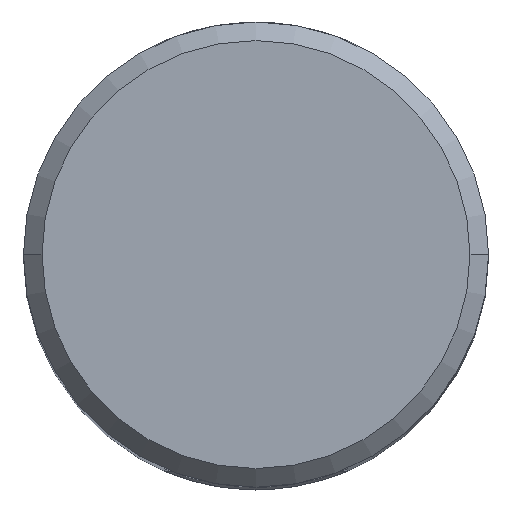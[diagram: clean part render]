
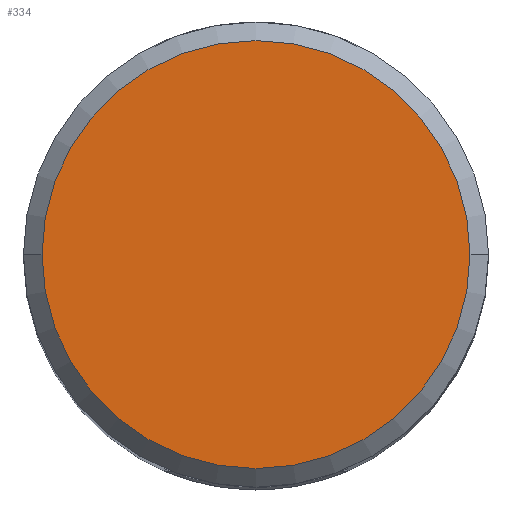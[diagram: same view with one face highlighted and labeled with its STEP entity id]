
A CAD part, top view. The second image highlights one B-rep face of the part: STEP entity #334.
In plain terms, the highlighted planar face has unit normal (0, 0, 1).
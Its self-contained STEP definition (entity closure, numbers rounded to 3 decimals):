
#113=PLANE('',#2621);
#173=FACE_OUTER_BOUND('',#525,.T.);
#334=ADVANCED_FACE('',(#173),#113,.T.);
#525=EDGE_LOOP('',(#815,#816));
#677=CIRCLE('',#2615,11.5);
#680=CIRCLE('',#2620,11.5);
#815=ORIENTED_EDGE('',*,*,#1847,.T.);
#816=ORIENTED_EDGE('',*,*,#1842,.T.);
#1561=VERTEX_POINT('',#3550);
#1562=VERTEX_POINT('',#3551);
#1842=EDGE_CURVE('',#1561,#1562,#677,.T.);
#1847=EDGE_CURVE('',#1562,#1561,#680,.T.);
#2615=AXIS2_PLACEMENT_3D('',#3549,#2873,#2874);
#2620=AXIS2_PLACEMENT_3D('',#3560,#2885,#2886);
#2621=AXIS2_PLACEMENT_3D('',#3561,#2887,#2888);
#2873=DIRECTION('',(0.,0.,1.));
#2874=DIRECTION('',(-1.,0.,0.));
#2885=DIRECTION('',(0.,0.,1.));
#2886=DIRECTION('',(-1.,0.,0.));
#2887=DIRECTION('',(0.,0.,1.));
#2888=DIRECTION('',(1.,0.,0.));
#3549=CARTESIAN_POINT('',(0.,0.,0.));
#3550=CARTESIAN_POINT('',(-11.5,0.,0.));
#3551=CARTESIAN_POINT('',(11.5,0.,0.));
#3560=CARTESIAN_POINT('',(0.,0.,0.));
#3561=CARTESIAN_POINT('',(0.,-3.,0.));
